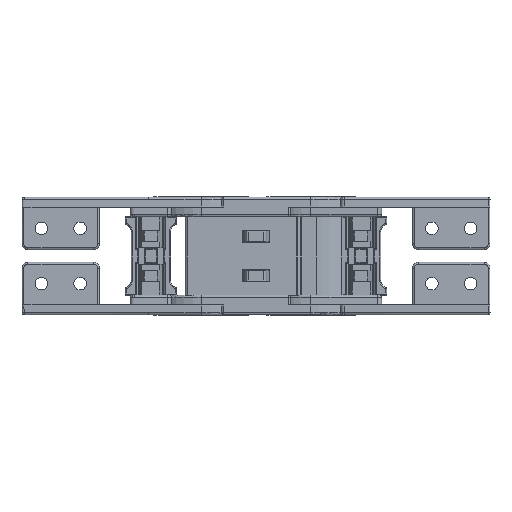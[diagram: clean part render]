
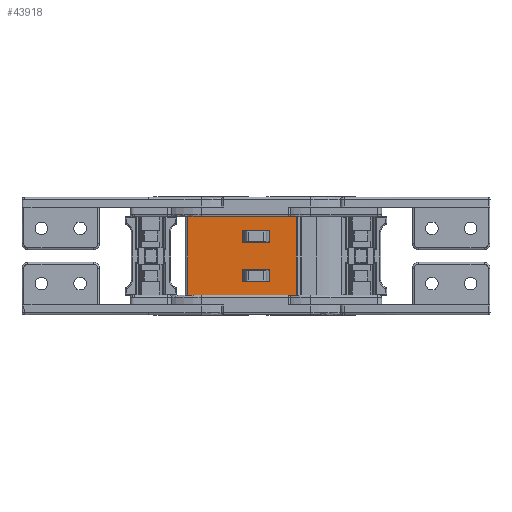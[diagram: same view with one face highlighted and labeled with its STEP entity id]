
A CAD part, front view. The second image highlights one B-rep face of the part: STEP entity #43918.
In plain terms, the highlighted planar face has unit normal (0, -1, 0).
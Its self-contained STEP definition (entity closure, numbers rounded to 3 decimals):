
#671 = ORIENTED_EDGE ( 'NONE', *, *, #14733, .F. ) ;
#2493 = EDGE_CURVE ( 'NONE', #91194, #14326, #66796, .T. ) ;
#3197 = VERTEX_POINT ( 'NONE', #46612 ) ;
#4426 = LINE ( 'NONE', #66787, #76201 ) ;
#4479 = VECTOR ( 'NONE', #95123, 1000. ) ;
#5939 = VECTOR ( 'NONE', #97388, 1000. ) ;
#6211 = VERTEX_POINT ( 'NONE', #84958 ) ;
#6526 = EDGE_CURVE ( 'NONE', #30580, #91194, #16843, .T. ) ;
#6709 = LINE ( 'NONE', #50132, #17825 ) ;
#9720 = CARTESIAN_POINT ( 'NONE',  ( -41.033, 71.004, -19.116 ) ) ;
#10906 = DIRECTION ( 'NONE',  ( 0., 0., -1. ) ) ;
#13883 = DIRECTION ( 'NONE',  ( -1., 0., 0. ) ) ;
#14076 = LINE ( 'NONE', #23578, #95864 ) ;
#14326 = VERTEX_POINT ( 'NONE', #35097 ) ;
#14733 = EDGE_CURVE ( 'NONE', #25200, #102382, #24990, .T. ) ;
#15703 = CARTESIAN_POINT ( 'NONE',  ( -44.033, 71.004, -32.166 ) ) ;
#15996 = DIRECTION ( 'NONE',  ( 0., 0., 1. ) ) ;
#16843 = LINE ( 'NONE', #90782, #81304 ) ;
#17825 = VECTOR ( 'NONE', #42883, 1000. ) ;
#23408 = LINE ( 'NONE', #15703, #84060 ) ;
#23578 = CARTESIAN_POINT ( 'NONE',  ( -41.033, 71.004, -4.916 ) ) ;
#24990 = LINE ( 'NONE', #38812, #28642 ) ;
#25200 = VERTEX_POINT ( 'NONE', #9720 ) ;
#27302 = DIRECTION ( 'NONE',  ( 0., 0., 1. ) ) ;
#28642 = VECTOR ( 'NONE', #94246, 1000. ) ;
#30580 = VERTEX_POINT ( 'NONE', #34986 ) ;
#30870 = ORIENTED_EDGE ( 'NONE', *, *, #37757, .F. ) ;
#31945 = ORIENTED_EDGE ( 'NONE', *, *, #77625, .F. ) ;
#34986 = CARTESIAN_POINT ( 'NONE',  ( -27.033, 71.004, 1.384 ) ) ;
#35097 = CARTESIAN_POINT ( 'NONE',  ( -41.033, 71.004, -4.916 ) ) ;
#36021 = FACE_BOUND ( 'NONE', #48385, .T. ) ;
#36390 = VECTOR ( 'NONE', #83938, 1000. ) ;
#37013 = EDGE_CURVE ( 'NONE', #83478, #25200, #67746, .T. ) ;
#37741 = CARTESIAN_POINT ( 'NONE',  ( -41.033, 71.004, -4.916 ) ) ;
#37757 = EDGE_CURVE ( 'NONE', #61714, #83478, #4426, .T. ) ;
#38812 = CARTESIAN_POINT ( 'NONE',  ( -41.033, 71.004, -19.116 ) ) ;
#41388 = VECTOR ( 'NONE', #42610, 1000. ) ;
#41705 = DIRECTION ( 'NONE',  ( 0., 1., 0. ) ) ;
#42264 = CARTESIAN_POINT ( 'NONE',  ( -69.013, 71.004, 149.453 ) ) ;
#42408 = CARTESIAN_POINT ( 'NONE',  ( -69.013, 71.004, -32.166 ) ) ;
#42467 = VERTEX_POINT ( 'NONE', #42408 ) ;
#42602 = EDGE_LOOP ( 'NONE', ( #89361, #77682, #92834, #53261 ) ) ;
#42610 = DIRECTION ( 'NONE',  ( 0., 0., -1. ) ) ;
#42883 = DIRECTION ( 'NONE',  ( 1., 0., 0. ) ) ;
#43394 = EDGE_LOOP ( 'NONE', ( #49483, #30870, #31945, #671 ) ) ;
#43918 = ADVANCED_FACE ( 'NONE', ( #59508, #70670, #36021 ), #58584, .F. ) ;
#45710 = VERTEX_POINT ( 'NONE', #61536 ) ;
#46612 = CARTESIAN_POINT ( 'NONE',  ( -41.033, 71.004, 1.384 ) ) ;
#48032 = LINE ( 'NONE', #81741, #5939 ) ;
#48385 = EDGE_LOOP ( 'NONE', ( #87963, #99663, #51204, #72511 ) ) ;
#48993 = EDGE_CURVE ( 'NONE', #97623, #6211, #70122, .T. ) ;
#49483 = ORIENTED_EDGE ( 'NONE', *, *, #37013, .F. ) ;
#50132 = CARTESIAN_POINT ( 'NONE',  ( -41.033, 71.004, 1.384 ) ) ;
#50333 = CARTESIAN_POINT ( 'NONE',  ( -41.033, 71.004, -19.116 ) ) ;
#51204 = ORIENTED_EDGE ( 'NONE', *, *, #62957, .T. ) ;
#51690 = EDGE_CURVE ( 'NONE', #14326, #3197, #14076, .T. ) ;
#53261 = ORIENTED_EDGE ( 'NONE', *, *, #76428, .F. ) ;
#56122 = CARTESIAN_POINT ( 'NONE',  ( -12.813, 71.004, 8.134 ) ) ;
#58584 = PLANE ( 'NONE',  #87352 ) ;
#59508 = FACE_BOUND ( 'NONE', #43394, .T. ) ;
#60129 = VECTOR ( 'NONE', #61020, 1000. ) ;
#61020 = DIRECTION ( 'NONE',  ( -1., 0., 0. ) ) ;
#61536 = CARTESIAN_POINT ( 'NONE',  ( -12.813, 71.004, -32.166 ) ) ;
#61714 = VERTEX_POINT ( 'NONE', #70272 ) ;
#62957 = EDGE_CURVE ( 'NONE', #3197, #30580, #6709, .T. ) ;
#64951 = CARTESIAN_POINT ( 'NONE',  ( -27.033, 71.004, -19.116 ) ) ;
#66787 = CARTESIAN_POINT ( 'NONE',  ( -27.033, 71.004, -19.116 ) ) ;
#66796 = LINE ( 'NONE', #37741, #75357 ) ;
#67746 = LINE ( 'NONE', #50333, #60129 ) ;
#70122 = LINE ( 'NONE', #87794, #4479 ) ;
#70272 = CARTESIAN_POINT ( 'NONE',  ( -27.033, 71.004, -25.416 ) ) ;
#70670 = FACE_OUTER_BOUND ( 'NONE', #42602, .T. ) ;
#72511 = ORIENTED_EDGE ( 'NONE', *, *, #6526, .T. ) ;
#74807 = LINE ( 'NONE', #89868, #36390 ) ;
#75357 = VECTOR ( 'NONE', #13883, 1000. ) ;
#76201 = VECTOR ( 'NONE', #27302, 1000. ) ;
#76428 = EDGE_CURVE ( 'NONE', #45710, #42467, #23408, .T. ) ;
#77625 = EDGE_CURVE ( 'NONE', #102382, #61714, #48032, .T. ) ;
#77682 = ORIENTED_EDGE ( 'NONE', *, *, #48993, .T. ) ;
#79968 = CARTESIAN_POINT ( 'NONE',  ( -41.033, 71.004, -25.416 ) ) ;
#81304 = VECTOR ( 'NONE', #98788, 1000. ) ;
#81741 = CARTESIAN_POINT ( 'NONE',  ( -41.033, 71.004, -25.416 ) ) ;
#82229 = EDGE_CURVE ( 'NONE', #6211, #42467, #83446, .T. ) ;
#83446 = LINE ( 'NONE', #42264, #41388 ) ;
#83478 = VERTEX_POINT ( 'NONE', #64951 ) ;
#83938 = DIRECTION ( 'NONE',  ( 0., 0., -1. ) ) ;
#84060 = VECTOR ( 'NONE', #86257, 1000. ) ;
#84958 = CARTESIAN_POINT ( 'NONE',  ( -69.013, 71.004, 8.134 ) ) ;
#86257 = DIRECTION ( 'NONE',  ( -1., 0., 0. ) ) ;
#87352 = AXIS2_PLACEMENT_3D ( 'NONE', #97507, #41705, #10906 ) ;
#87794 = CARTESIAN_POINT ( 'NONE',  ( -44.033, 71.004, 8.134 ) ) ;
#87963 = ORIENTED_EDGE ( 'NONE', *, *, #2493, .T. ) ;
#89361 = ORIENTED_EDGE ( 'NONE', *, *, #98774, .F. ) ;
#89868 = CARTESIAN_POINT ( 'NONE',  ( -12.813, 71.004, 149.453 ) ) ;
#90782 = CARTESIAN_POINT ( 'NONE',  ( -27.033, 71.004, -4.916 ) ) ;
#91194 = VERTEX_POINT ( 'NONE', #102363 ) ;
#92834 = ORIENTED_EDGE ( 'NONE', *, *, #82229, .T. ) ;
#94246 = DIRECTION ( 'NONE',  ( 0., 0., -1. ) ) ;
#95123 = DIRECTION ( 'NONE',  ( -1., 0., 0. ) ) ;
#95864 = VECTOR ( 'NONE', #15996, 1000. ) ;
#97388 = DIRECTION ( 'NONE',  ( 1., 0., 0. ) ) ;
#97507 = CARTESIAN_POINT ( 'NONE',  ( -44.033, 71.004, 67.834 ) ) ;
#97623 = VERTEX_POINT ( 'NONE', #56122 ) ;
#98774 = EDGE_CURVE ( 'NONE', #97623, #45710, #74807, .T. ) ;
#98788 = DIRECTION ( 'NONE',  ( 0., 0., -1. ) ) ;
#99663 = ORIENTED_EDGE ( 'NONE', *, *, #51690, .T. ) ;
#102363 = CARTESIAN_POINT ( 'NONE',  ( -27.033, 71.004, -4.916 ) ) ;
#102382 = VERTEX_POINT ( 'NONE', #79968 ) ;
